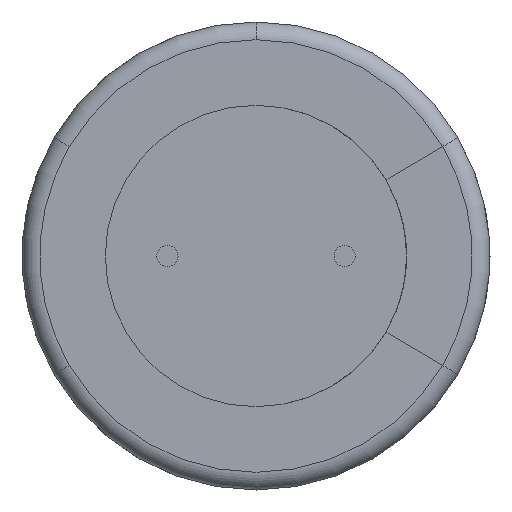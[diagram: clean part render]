
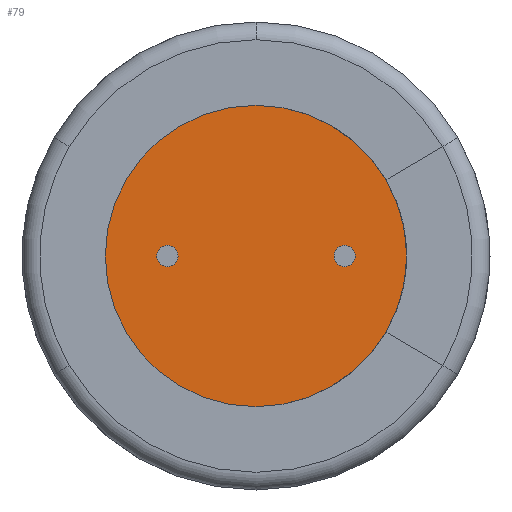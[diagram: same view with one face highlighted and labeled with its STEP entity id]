
A CAD part, front view. The second image highlights one B-rep face of the part: STEP entity #79.
In plain terms, the highlighted planar face has unit normal (0, -1, 0).
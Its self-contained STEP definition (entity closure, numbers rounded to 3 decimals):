
#29 = EDGE_CURVE ( 'NONE', #575, #562, #1511, .T. ) ;
#79 = ADVANCED_FACE ( 'NONE', ( #701, #711, #727 ), #1338, .T. ) ;
#121 = EDGE_CURVE ( 'NONE', #576, #613, #1093, .T. ) ;
#122 = EDGE_CURVE ( 'NONE', #1157, #621, #1097, .T. ) ;
#393 = EDGE_CURVE ( 'NONE', #613, #576, #1874, .T. ) ;
#395 = EDGE_CURVE ( 'NONE', #562, #575, #1888, .T. ) ;
#399 = EDGE_CURVE ( 'NONE', #621, #1157, #1810, .T. ) ;
#488 = EDGE_LOOP ( 'NONE', ( #1031, #1040 ) ) ;
#562 = VERTEX_POINT ( 'NONE', #1609 ) ;
#570 = EDGE_LOOP ( 'NONE', ( #1047, #1059 ) ) ;
#575 = VERTEX_POINT ( 'NONE', #1612 ) ;
#576 = VERTEX_POINT ( 'NONE', #1613 ) ;
#612 = EDGE_LOOP ( 'NONE', ( #1052, #1036 ) ) ;
#613 = VERTEX_POINT ( 'NONE', #1627 ) ;
#621 = VERTEX_POINT ( 'NONE', #1630 ) ;
#701 = FACE_BOUND ( 'NONE', #488, .T. ) ;
#711 = FACE_OUTER_BOUND ( 'NONE', #612, .T. ) ;
#727 = FACE_BOUND ( 'NONE', #570, .T. ) ;
#751 = CARTESIAN_POINT ( 'NONE',  ( 2.5, 0.25, 0. ) ) ;
#752 = DIRECTION ( 'NONE',  ( 0., -1., 0. ) ) ;
#753 = DIRECTION ( 'NONE',  ( 0., 0., -1. ) ) ;
#1031 = ORIENTED_EDGE ( 'NONE', *, *, #399, .F. ) ;
#1036 = ORIENTED_EDGE ( 'NONE', *, *, #121, .T. ) ;
#1040 = ORIENTED_EDGE ( 'NONE', *, *, #122, .F. ) ;
#1047 = ORIENTED_EDGE ( 'NONE', *, *, #395, .F. ) ;
#1052 = ORIENTED_EDGE ( 'NONE', *, *, #393, .T. ) ;
#1059 = ORIENTED_EDGE ( 'NONE', *, *, #29, .F. ) ;
#1093 = CIRCLE ( 'NONE', #1096, 4.25 ) ;
#1096 = AXIS2_PLACEMENT_3D ( 'NONE', #1406, #1407, #1408 ) ;
#1097 = CIRCLE ( 'NONE', #1098, 0.3 ) ;
#1098 = AXIS2_PLACEMENT_3D ( 'NONE', #1409, #1410, #1411 ) ;
#1157 = VERTEX_POINT ( 'NONE', #1660 ) ;
#1338 = PLANE ( 'NONE',  #1686 ) ;
#1339 = CARTESIAN_POINT ( 'NONE',  ( 0., 0.25, 0. ) ) ;
#1340 = DIRECTION ( 'NONE',  ( 0., -1., 0. ) ) ;
#1341 = DIRECTION ( 'NONE',  ( 0., 0., -1. ) ) ;
#1406 = CARTESIAN_POINT ( 'NONE',  ( 0., 0.25, 0. ) ) ;
#1407 = DIRECTION ( 'NONE',  ( 0., -1., 0. ) ) ;
#1408 = DIRECTION ( 'NONE',  ( 0., 0., -1. ) ) ;
#1409 = CARTESIAN_POINT ( 'NONE',  ( -2.5, 0.25, 0. ) ) ;
#1410 = DIRECTION ( 'NONE',  ( 0., -1., 0. ) ) ;
#1411 = DIRECTION ( 'NONE',  ( 0., 0., -1. ) ) ;
#1510 = AXIS2_PLACEMENT_3D ( 'NONE', #751, #752, #753 ) ;
#1511 = CIRCLE ( 'NONE', #1510, 0.3 ) ;
#1579 = CARTESIAN_POINT ( 'NONE',  ( 0., 0.25, 0. ) ) ;
#1580 = DIRECTION ( 'NONE',  ( 0., -1., 0. ) ) ;
#1581 = DIRECTION ( 'NONE',  ( 0., 0., -1. ) ) ;
#1585 = CARTESIAN_POINT ( 'NONE',  ( 2.5, 0.25, 0. ) ) ;
#1586 = DIRECTION ( 'NONE',  ( 0., -1., 0. ) ) ;
#1587 = DIRECTION ( 'NONE',  ( 0., 0., -1. ) ) ;
#1596 = CARTESIAN_POINT ( 'NONE',  ( -2.5, 0.25, 0. ) ) ;
#1597 = DIRECTION ( 'NONE',  ( 0., -1., 0. ) ) ;
#1598 = DIRECTION ( 'NONE',  ( 0., 0., -1. ) ) ;
#1609 = CARTESIAN_POINT ( 'NONE',  ( 2.5, 0.25, 0.3 ) ) ;
#1612 = CARTESIAN_POINT ( 'NONE',  ( 2.5, 0.25, -0.3 ) ) ;
#1613 = CARTESIAN_POINT ( 'NONE',  ( 0., 0.25, 4.25 ) ) ;
#1627 = CARTESIAN_POINT ( 'NONE',  ( 0., 0.25, -4.25 ) ) ;
#1630 = CARTESIAN_POINT ( 'NONE',  ( -2.5, 0.25, 0.3 ) ) ;
#1660 = CARTESIAN_POINT ( 'NONE',  ( -2.5, 0.25, -0.3 ) ) ;
#1686 = AXIS2_PLACEMENT_3D ( 'NONE', #1339, #1340, #1341 ) ;
#1810 = CIRCLE ( 'NONE', #1818, 0.3 ) ;
#1811 = AXIS2_PLACEMENT_3D ( 'NONE', #1585, #1586, #1587 ) ;
#1818 = AXIS2_PLACEMENT_3D ( 'NONE', #1596, #1597, #1598 ) ;
#1874 = CIRCLE ( 'NONE', #1892, 4.25 ) ;
#1888 = CIRCLE ( 'NONE', #1811, 0.3 ) ;
#1892 = AXIS2_PLACEMENT_3D ( 'NONE', #1579, #1580, #1581 ) ;
